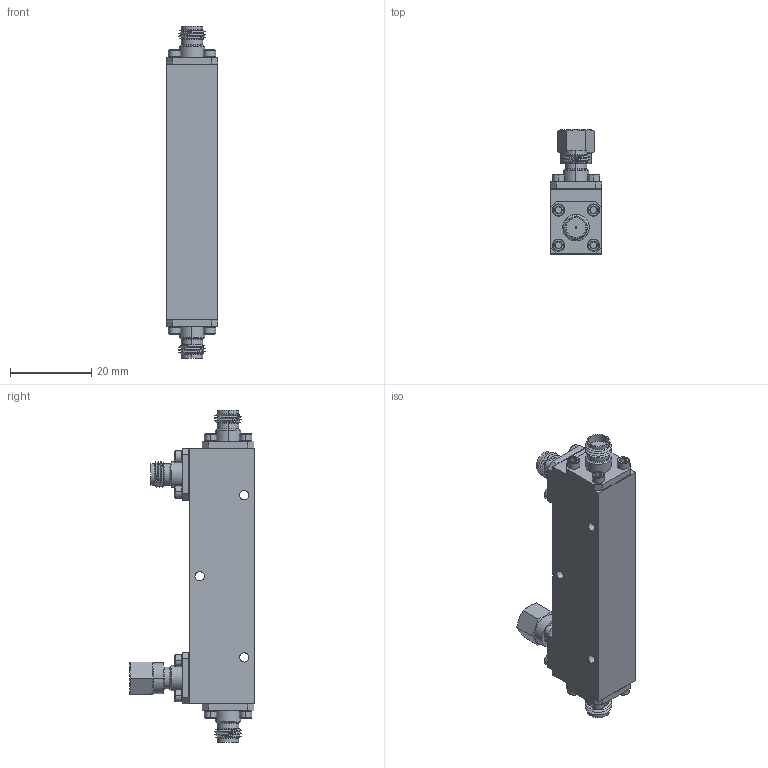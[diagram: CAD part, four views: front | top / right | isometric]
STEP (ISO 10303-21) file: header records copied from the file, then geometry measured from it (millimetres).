
FILE_DESCRIPTION (( 'STEP AP214' ), '1' );
FILE_NAME ('CD-VS-SR2, Defeatured.STEP', '2022-03-24T20:45:20', ( '' ), ( '' ), 'SwSTEP 2.0', 'SolidWorks 2021', '' );
FILE_SCHEMA (( 'AUTOMOTIVE_DESIGN' ));
Length unit declared in the file: inch
Products named in the file (1): CD-VS-SR2, Defeatured
Bounding box: 12.7 x 30.76 x 81.82 mm (x, y, z)
Volume: 14749.2 mm3; surface area: 7799.4 mm2
Topology: 22 solids, 22 shells, 659 faces, 1378 edges, 818 vertices
Faces by surface type: plane 241, cone 212, cylinder 190, torus 8, bspline 8
Entity records: 30588 total; most frequent: CARTESIAN_POINT 7786, DIRECTION 2980, ORIENTED_EDGE 2756, EDGE_CURVE 1378, AXIS2_PLACEMENT_3D 1184, VERTEX_POINT 818, EDGE_LOOP 752, DIMENSIONAL_EXPONENTS 683
